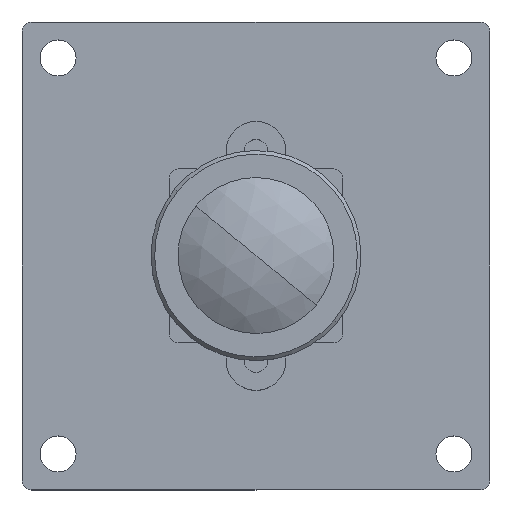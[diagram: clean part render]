
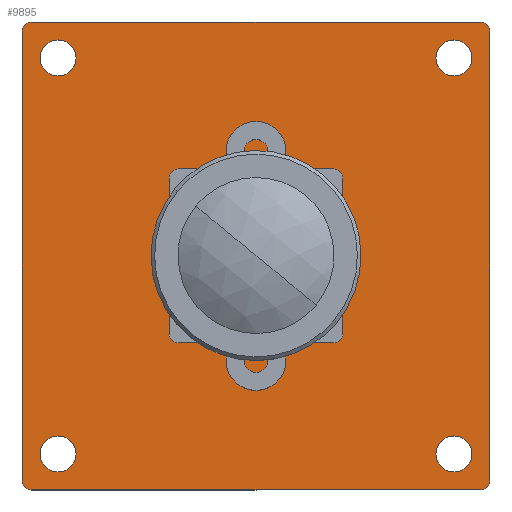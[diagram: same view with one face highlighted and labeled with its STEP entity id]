
A CAD part, top view. The second image highlights one B-rep face of the part: STEP entity #9895.
In plain terms, the highlighted planar face has unit normal (0, 0, 1).
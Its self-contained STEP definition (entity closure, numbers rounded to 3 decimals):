
#3 = DIRECTION ( 'NONE',  ( 0., 0., 1. ) ) ;
#271 = CARTESIAN_POINT ( 'NONE',  ( 16.5, 16.5, 0.8 ) ) ;
#315 = EDGE_CURVE ( 'NONE', #4297, #6702, #1894, .T. ) ;
#469 = EDGE_LOOP ( 'NONE', ( #13522, #2229 ) ) ;
#693 = DIRECTION ( 'NONE',  ( 1., 0., 0. ) ) ;
#797 = LINE ( 'NONE', #4665, #8071 ) ;
#1077 = AXIS2_PLACEMENT_3D ( 'NONE', #12642, #10422, #10281 ) ;
#1192 = EDGE_CURVE ( 'NONE', #9565, #14587, #797, .T. ) ;
#1308 = DIRECTION ( 'NONE',  ( 0., 0., 1. ) ) ;
#1349 = EDGE_LOOP ( 'NONE', ( #8776, #3237 ) ) ;
#1408 = CARTESIAN_POINT ( 'NONE',  ( 19.5, 19.5, 0.8 ) ) ;
#1419 = CARTESIAN_POINT ( 'NONE',  ( 18., 16.5, 0.8 ) ) ;
#1620 = AXIS2_PLACEMENT_3D ( 'NONE', #8972, #1823, #3027 ) ;
#1657 = VERTEX_POINT ( 'NONE', #7803 ) ;
#1823 = DIRECTION ( 'NONE',  ( 0., 0., 1. ) ) ;
#1894 = CIRCLE ( 'NONE', #15175, 1.5 ) ;
#1907 = DIRECTION ( 'NONE',  ( 0., 0., 1. ) ) ;
#1954 = EDGE_CURVE ( 'NONE', #6702, #4297, #14788, .T. ) ;
#2105 = CARTESIAN_POINT ( 'NONE',  ( -18.7, -19.5, 0.8 ) ) ;
#2229 = ORIENTED_EDGE ( 'NONE', *, *, #8024, .F. ) ;
#2338 = CARTESIAN_POINT ( 'NONE',  ( -18.7, 18.7, 0.8 ) ) ;
#2564 = AXIS2_PLACEMENT_3D ( 'NONE', #14199, #9128, #7077 ) ;
#2745 = EDGE_LOOP ( 'NONE', ( #8317, #8907, #8871, #5225, #11070, #13880, #10245, #11083 ) ) ;
#2808 = CARTESIAN_POINT ( 'NONE',  ( 16.5, -16.5, 0.8 ) ) ;
#2875 = VERTEX_POINT ( 'NONE', #11922 ) ;
#3027 = DIRECTION ( 'NONE',  ( 1., 0., 0. ) ) ;
#3197 = VERTEX_POINT ( 'NONE', #2105 ) ;
#3216 = AXIS2_PLACEMENT_3D ( 'NONE', #2338, #3, #3443 ) ;
#3237 = ORIENTED_EDGE ( 'NONE', *, *, #3782, .F. ) ;
#3375 = VECTOR ( 'NONE', #11711, 1000. ) ;
#3390 = CARTESIAN_POINT ( 'NONE',  ( -19.5, -19.5, 0.8 ) ) ;
#3443 = DIRECTION ( 'NONE',  ( 1., 0., 0. ) ) ;
#3782 = EDGE_CURVE ( 'NONE', #4784, #9308, #10407, .T. ) ;
#3856 = CIRCLE ( 'NONE', #1077, 1.5 ) ;
#3865 = DIRECTION ( 'NONE',  ( 1., 0., 0. ) ) ;
#4092 = VECTOR ( 'NONE', #13282, 1000. ) ;
#4100 = AXIS2_PLACEMENT_3D ( 'NONE', #7432, #6344, #8619 ) ;
#4142 = EDGE_CURVE ( 'NONE', #14057, #6033, #13577, .T. ) ;
#4151 = PLANE ( 'NONE',  #6446 ) ;
#4297 = VERTEX_POINT ( 'NONE', #14847 ) ;
#4665 = CARTESIAN_POINT ( 'NONE',  ( 19.5, -19.5, 0.8 ) ) ;
#4784 = VERTEX_POINT ( 'NONE', #5036 ) ;
#4955 = CARTESIAN_POINT ( 'NONE',  ( -18., -16.5, 0.8 ) ) ;
#4962 = FACE_OUTER_BOUND ( 'NONE', #2745, .T. ) ;
#5021 = ORIENTED_EDGE ( 'NONE', *, *, #10754, .F. ) ;
#5036 = CARTESIAN_POINT ( 'NONE',  ( 18., -16.5, 0.8 ) ) ;
#5060 = LINE ( 'NONE', #3390, #14183 ) ;
#5225 = ORIENTED_EDGE ( 'NONE', *, *, #10578, .T. ) ;
#5420 = CARTESIAN_POINT ( 'NONE',  ( -16.5, -16.5, 0.8 ) ) ;
#5503 = CARTESIAN_POINT ( 'NONE',  ( -18.7, 19.5, 0.8 ) ) ;
#5565 = CIRCLE ( 'NONE', #2564, 1.5 ) ;
#5645 = DIRECTION ( 'NONE',  ( 0., 0., 1. ) ) ;
#5741 = CARTESIAN_POINT ( 'NONE',  ( 18.7, 19.5, 0.8 ) ) ;
#5754 = CARTESIAN_POINT ( 'NONE',  ( 19.5, -19.5, 0.8 ) ) ;
#5760 = CARTESIAN_POINT ( 'NONE',  ( 15., -16.5, 0.8 ) ) ;
#6033 = VERTEX_POINT ( 'NONE', #5503 ) ;
#6056 = AXIS2_PLACEMENT_3D ( 'NONE', #11597, #6880, #6832 ) ;
#6235 = AXIS2_PLACEMENT_3D ( 'NONE', #2808, #12100, #14501 ) ;
#6344 = DIRECTION ( 'NONE',  ( 0., 0., 1. ) ) ;
#6446 = AXIS2_PLACEMENT_3D ( 'NONE', #9998, #12419, #13717 ) ;
#6702 = VERTEX_POINT ( 'NONE', #10190 ) ;
#6825 = CIRCLE ( 'NONE', #1620, 0.8 ) ;
#6832 = DIRECTION ( 'NONE',  ( 1., 0., 0. ) ) ;
#6880 = DIRECTION ( 'NONE',  ( 0., 0., 1. ) ) ;
#7016 = ORIENTED_EDGE ( 'NONE', *, *, #1954, .F. ) ;
#7077 = DIRECTION ( 'NONE',  ( 1., 0., 0. ) ) ;
#7268 = VERTEX_POINT ( 'NONE', #7534 ) ;
#7374 = CARTESIAN_POINT ( 'NONE',  ( -18.7, -18.7, 0.8 ) ) ;
#7421 = DIRECTION ( 'NONE',  ( 1., 0., 0. ) ) ;
#7432 = CARTESIAN_POINT ( 'NONE',  ( -16.5, 16.5, 0.8 ) ) ;
#7534 = CARTESIAN_POINT ( 'NONE',  ( -15., -16.5, 0.8 ) ) ;
#7611 = AXIS2_PLACEMENT_3D ( 'NONE', #12719, #12623, #693 ) ;
#7803 = CARTESIAN_POINT ( 'NONE',  ( 15., 16.5, 0.8 ) ) ;
#7871 = CARTESIAN_POINT ( 'NONE',  ( -19.5, 18.7, 0.8 ) ) ;
#7942 = FACE_BOUND ( 'NONE', #469, .T. ) ;
#8024 = EDGE_CURVE ( 'NONE', #7268, #8173, #10212, .T. ) ;
#8071 = VECTOR ( 'NONE', #15178, 1000. ) ;
#8121 = CIRCLE ( 'NONE', #3216, 0.8 ) ;
#8173 = VERTEX_POINT ( 'NONE', #4955 ) ;
#8314 = FACE_BOUND ( 'NONE', #1349, .T. ) ;
#8317 = ORIENTED_EDGE ( 'NONE', *, *, #1192, .T. ) ;
#8619 = DIRECTION ( 'NONE',  ( 1., 0., 0. ) ) ;
#8663 = EDGE_CURVE ( 'NONE', #9375, #1657, #5565, .T. ) ;
#8776 = ORIENTED_EDGE ( 'NONE', *, *, #11990, .F. ) ;
#8871 = ORIENTED_EDGE ( 'NONE', *, *, #4142, .T. ) ;
#8907 = ORIENTED_EDGE ( 'NONE', *, *, #13927, .T. ) ;
#8972 = CARTESIAN_POINT ( 'NONE',  ( 18.7, -18.7, 0.8 ) ) ;
#9100 = ORIENTED_EDGE ( 'NONE', *, *, #315, .F. ) ;
#9128 = DIRECTION ( 'NONE',  ( 0., 0., 1. ) ) ;
#9243 = CARTESIAN_POINT ( 'NONE',  ( 19.5, -18.7, 0.8 ) ) ;
#9260 = DIRECTION ( 'NONE',  ( 0., -1., 0. ) ) ;
#9308 = VERTEX_POINT ( 'NONE', #5760 ) ;
#9316 = EDGE_CURVE ( 'NONE', #2875, #3197, #11870, .T. ) ;
#9332 = CIRCLE ( 'NONE', #6056, 0.8 ) ;
#9375 = VERTEX_POINT ( 'NONE', #1419 ) ;
#9493 = ORIENTED_EDGE ( 'NONE', *, *, #8663, .F. ) ;
#9523 = CIRCLE ( 'NONE', #6235, 1.5 ) ;
#9565 = VERTEX_POINT ( 'NONE', #9243 ) ;
#9581 = CIRCLE ( 'NONE', #9769, 1.5 ) ;
#9607 = EDGE_CURVE ( 'NONE', #8173, #7268, #3856, .T. ) ;
#9769 = AXIS2_PLACEMENT_3D ( 'NONE', #271, #14580, #3865 ) ;
#9881 = EDGE_CURVE ( 'NONE', #11136, #9565, #6825, .T. ) ;
#9895 = ADVANCED_FACE ( 'NONE', ( #7942, #11275, #4962, #11089, #8314 ), #4151, .T. ) ;
#9998 = CARTESIAN_POINT ( 'NONE',  ( 0., 0., 0.8 ) ) ;
#10190 = CARTESIAN_POINT ( 'NONE',  ( -15., 16.5, 0.8 ) ) ;
#10212 = CIRCLE ( 'NONE', #13240, 1.5 ) ;
#10245 = ORIENTED_EDGE ( 'NONE', *, *, #15143, .T. ) ;
#10281 = DIRECTION ( 'NONE',  ( 1., 0., 0. ) ) ;
#10407 = CIRCLE ( 'NONE', #7611, 1.5 ) ;
#10422 = DIRECTION ( 'NONE',  ( 0., 0., 1. ) ) ;
#10578 = EDGE_CURVE ( 'NONE', #6033, #13943, #8121, .T. ) ;
#10754 = EDGE_CURVE ( 'NONE', #1657, #9375, #9581, .T. ) ;
#10901 = EDGE_LOOP ( 'NONE', ( #5021, #9493 ) ) ;
#11016 = EDGE_LOOP ( 'NONE', ( #9100, #7016 ) ) ;
#11070 = ORIENTED_EDGE ( 'NONE', *, *, #15169, .T. ) ;
#11083 = ORIENTED_EDGE ( 'NONE', *, *, #9881, .T. ) ;
#11089 = FACE_BOUND ( 'NONE', #10901, .T. ) ;
#11136 = VERTEX_POINT ( 'NONE', #15102 ) ;
#11275 = FACE_BOUND ( 'NONE', #11016, .T. ) ;
#11341 = DIRECTION ( 'NONE',  ( 1., 0., 0. ) ) ;
#11375 = LINE ( 'NONE', #5754, #3375 ) ;
#11597 = CARTESIAN_POINT ( 'NONE',  ( 18.7, 18.7, 0.8 ) ) ;
#11711 = DIRECTION ( 'NONE',  ( 1., 0., 0. ) ) ;
#11870 = CIRCLE ( 'NONE', #12063, 0.8 ) ;
#11922 = CARTESIAN_POINT ( 'NONE',  ( -19.5, -18.7, 0.8 ) ) ;
#11990 = EDGE_CURVE ( 'NONE', #9308, #4784, #9523, .T. ) ;
#12063 = AXIS2_PLACEMENT_3D ( 'NONE', #7374, #1308, #7421 ) ;
#12100 = DIRECTION ( 'NONE',  ( 0., 0., 1. ) ) ;
#12419 = DIRECTION ( 'NONE',  ( 0., 0., 1. ) ) ;
#12623 = DIRECTION ( 'NONE',  ( 0., 0., 1. ) ) ;
#12642 = CARTESIAN_POINT ( 'NONE',  ( -16.5, -16.5, 0.8 ) ) ;
#12663 = DIRECTION ( 'NONE',  ( 1., 0., 0. ) ) ;
#12719 = CARTESIAN_POINT ( 'NONE',  ( 16.5, -16.5, 0.8 ) ) ;
#12771 = CARTESIAN_POINT ( 'NONE',  ( -16.5, 16.5, 0.8 ) ) ;
#13240 = AXIS2_PLACEMENT_3D ( 'NONE', #5420, #1907, #11341 ) ;
#13282 = DIRECTION ( 'NONE',  ( -1., 0., 0. ) ) ;
#13522 = ORIENTED_EDGE ( 'NONE', *, *, #9607, .F. ) ;
#13577 = LINE ( 'NONE', #1408, #4092 ) ;
#13717 = DIRECTION ( 'NONE',  ( 1., 0., 0. ) ) ;
#13880 = ORIENTED_EDGE ( 'NONE', *, *, #9316, .T. ) ;
#13927 = EDGE_CURVE ( 'NONE', #14587, #14057, #9332, .T. ) ;
#13943 = VERTEX_POINT ( 'NONE', #7871 ) ;
#14057 = VERTEX_POINT ( 'NONE', #5741 ) ;
#14183 = VECTOR ( 'NONE', #9260, 1000. ) ;
#14199 = CARTESIAN_POINT ( 'NONE',  ( 16.5, 16.5, 0.8 ) ) ;
#14501 = DIRECTION ( 'NONE',  ( 1., 0., 0. ) ) ;
#14580 = DIRECTION ( 'NONE',  ( 0., 0., 1. ) ) ;
#14587 = VERTEX_POINT ( 'NONE', #15209 ) ;
#14788 = CIRCLE ( 'NONE', #4100, 1.5 ) ;
#14847 = CARTESIAN_POINT ( 'NONE',  ( -18., 16.5, 0.8 ) ) ;
#15102 = CARTESIAN_POINT ( 'NONE',  ( 18.7, -19.5, 0.8 ) ) ;
#15143 = EDGE_CURVE ( 'NONE', #3197, #11136, #11375, .T. ) ;
#15169 = EDGE_CURVE ( 'NONE', #13943, #2875, #5060, .T. ) ;
#15175 = AXIS2_PLACEMENT_3D ( 'NONE', #12771, #5645, #12663 ) ;
#15178 = DIRECTION ( 'NONE',  ( 0., 1., 0. ) ) ;
#15209 = CARTESIAN_POINT ( 'NONE',  ( 19.5, 18.7, 0.8 ) ) ;
